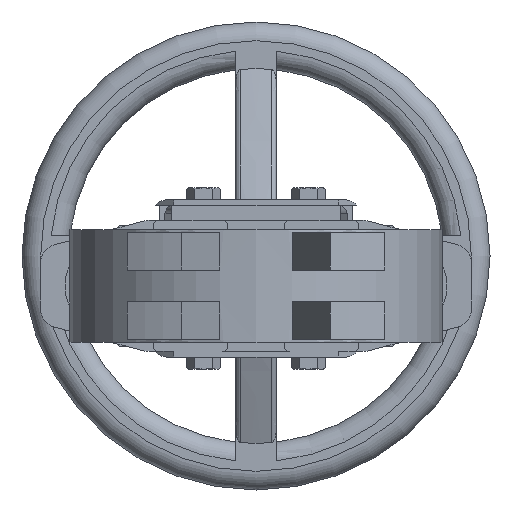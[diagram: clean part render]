
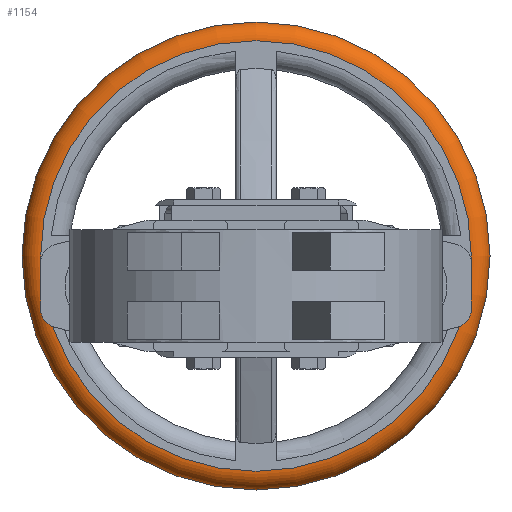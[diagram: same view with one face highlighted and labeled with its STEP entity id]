
A CAD part, front view. The second image highlights one B-rep face of the part: STEP entity #1154.
In plain terms, the highlighted toroidal (fillet/blend) face has major radius 115 mm and minor radius 10 mm.
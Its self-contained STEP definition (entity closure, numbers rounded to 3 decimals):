
#1154 = ADVANCED_FACE( 'NONE', ( #2800, #2801 ), #2802, .T. );
#2800 = FACE_OUTER_BOUND( '', #5308, .T. );
#2801 = FACE_OUTER_BOUND( '', #5309, .T. );
#2802 = TOROIDAL_SURFACE( '', #5310, 115., 10. );
#5308 = EDGE_LOOP( '', ( #9263 ) );
#5309 = EDGE_LOOP( '', ( #9264 ) );
#5310 = AXIS2_PLACEMENT_3D( '', #9265, #9266, #9267 );
#9263 = ORIENTED_EDGE( '', *, *, #14781, .F. );
#9264 = ORIENTED_EDGE( '', *, *, #14782, .T. );
#9265 = CARTESIAN_POINT( '', ( 0., 419., 16. ) );
#9266 = DIRECTION( '', ( 0., 1., 0. ) );
#9267 = DIRECTION( '', ( -1., 0., 0. ) );
#14781 = EDGE_CURVE( 'NONE', #17928, #17928, #17929, .T. );
#14782 = EDGE_CURVE( 'NONE', #17930, #17930, #17931, .T. );
#17928 = VERTEX_POINT( '', #23813 );
#17929 = CIRCLE( '', #23814, 125. );
#17930 = VERTEX_POINT( '', #23815 );
#17931 = CIRCLE( '', #23816, 115. );
#23813 = CARTESIAN_POINT( '', ( -125., 419., 16. ) );
#23814 = AXIS2_PLACEMENT_3D( '', #28385, #28386, #28387 );
#23815 = CARTESIAN_POINT( '', ( -115., 409., 16. ) );
#23816 = AXIS2_PLACEMENT_3D( '', #28388, #28389, #28390 );
#28385 = CARTESIAN_POINT( '', ( 0., 419., 16. ) );
#28386 = DIRECTION( '', ( 0., 1., 0. ) );
#28387 = DIRECTION( '', ( -1., 0., 0. ) );
#28388 = CARTESIAN_POINT( '', ( 0., 409., 16. ) );
#28389 = DIRECTION( '', ( 0., 1., 0. ) );
#28390 = DIRECTION( '', ( -1., 0., 0. ) );
